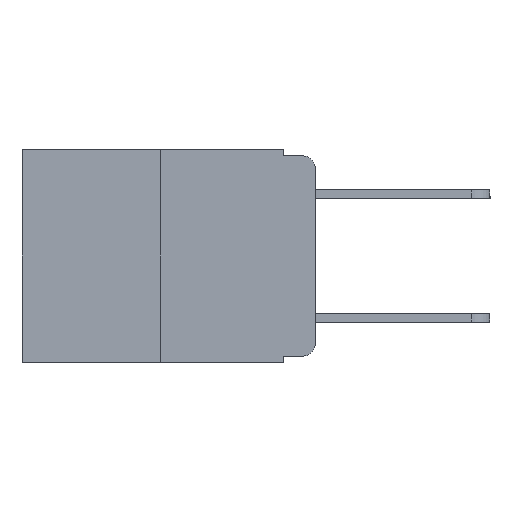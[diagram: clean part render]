
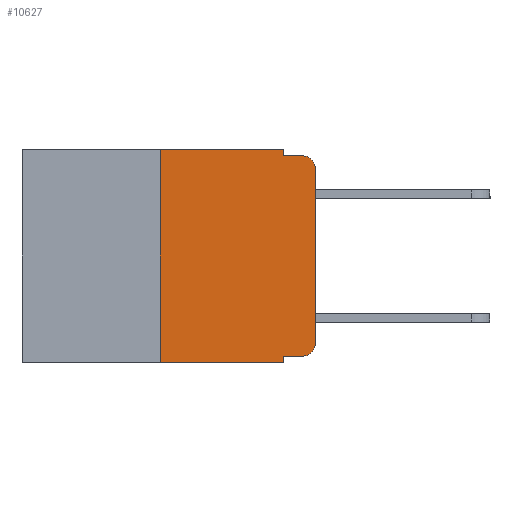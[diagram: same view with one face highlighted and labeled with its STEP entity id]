
A CAD part, left-side view. The second image highlights one B-rep face of the part: STEP entity #10627.
In plain terms, the highlighted planar face has unit normal (-1, 0, 0).
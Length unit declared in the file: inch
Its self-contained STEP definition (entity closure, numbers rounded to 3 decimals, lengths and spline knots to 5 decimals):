
#660 = VECTOR ( 'NONE', #12183, 39.37008 ) ;
#723 = AXIS2_PLACEMENT_3D ( 'NONE', #10554, #10125, #10055 ) ;
#760 = VERTEX_POINT ( 'NONE', #7924 ) ;
#990 = ORIENTED_EDGE ( 'NONE', *, *, #3607, .T. ) ;
#1166 = CARTESIAN_POINT ( 'NONE',  ( 0., 0., -0.313 ) ) ;
#1447 = VECTOR ( 'NONE', #11154, 39.37008 ) ;
#1454 = CARTESIAN_POINT ( 'NONE',  ( 0., 0.051, -0.01 ) ) ;
#1645 = CARTESIAN_POINT ( 'NONE',  ( 0., 0.25, 0. ) ) ;
#1673 = AXIS2_PLACEMENT_3D ( 'NONE', #3054, #2948, #2906 ) ;
#1818 = VERTEX_POINT ( 'NONE', #1166 ) ;
#1849 = VERTEX_POINT ( 'NONE', #2414 ) ;
#2156 = EDGE_CURVE ( 'NONE', #2794, #2448, #11540, .T. ) ;
#2273 = DIRECTION ( 'NONE',  ( 0., 0., -1. ) ) ;
#2414 = CARTESIAN_POINT ( 'NONE',  ( 0., 0., -0.03 ) ) ;
#2448 = VERTEX_POINT ( 'NONE', #10376 ) ;
#2771 = CARTESIAN_POINT ( 'NONE',  ( 0., 0.25, -0.343 ) ) ;
#2794 = VERTEX_POINT ( 'NONE', #2771 ) ;
#2812 = VECTOR ( 'NONE', #10727, 39.37008 ) ;
#2906 = DIRECTION ( 'NONE',  ( 0., 0., -1. ) ) ;
#2948 = DIRECTION ( 'NONE',  ( -1., 0., 0. ) ) ;
#3054 = CARTESIAN_POINT ( 'NONE',  ( 0., 0.02, -0.313 ) ) ;
#3345 = VERTEX_POINT ( 'NONE', #7672 ) ;
#3428 = DIRECTION ( 'NONE',  ( 0., 0., 1. ) ) ;
#3453 = ORIENTED_EDGE ( 'NONE', *, *, #4165, .T. ) ;
#3578 = DIRECTION ( 'NONE',  ( 0., 0., 1. ) ) ;
#3607 = EDGE_CURVE ( 'NONE', #4307, #1818, #12519, .T. ) ;
#3680 = ORIENTED_EDGE ( 'NONE', *, *, #4373, .T. ) ;
#4041 = EDGE_CURVE ( 'NONE', #3345, #10832, #7405, .T. ) ;
#4165 = EDGE_CURVE ( 'NONE', #1818, #1849, #5622, .T. ) ;
#4283 = EDGE_CURVE ( 'NONE', #11239, #8666, #11077, .T. ) ;
#4307 = VERTEX_POINT ( 'NONE', #11086 ) ;
#4353 = EDGE_CURVE ( 'NONE', #10832, #760, #8251, .T. ) ;
#4373 = EDGE_CURVE ( 'NONE', #1849, #760, #5770, .T. ) ;
#4395 = EDGE_CURVE ( 'NONE', #2794, #8666, #12500, .T. ) ;
#4472 = CARTESIAN_POINT ( 'NONE',  ( 0., 0.051, -0.01 ) ) ;
#4758 = ORIENTED_EDGE ( 'NONE', *, *, #4353, .F. ) ;
#4783 = VECTOR ( 'NONE', #12571, 39.37008 ) ;
#5135 = EDGE_CURVE ( 'NONE', #2448, #3345, #6541, .T. ) ;
#5260 = EDGE_CURVE ( 'NONE', #11239, #4307, #11591, .T. ) ;
#5409 = EDGE_LOOP ( 'NONE', ( #3453, #3680, #4758, #6518, #7496, #7793, #8809, #8870, #10787, #990 ) ) ;
#5622 = LINE ( 'NONE', #8106, #12381 ) ;
#5770 = CIRCLE ( 'NONE', #723, 0.02 ) ;
#6518 = ORIENTED_EDGE ( 'NONE', *, *, #4041, .F. ) ;
#6541 = LINE ( 'NONE', #9791, #4783 ) ;
#6647 = PLANE ( 'NONE',  #10010 ) ;
#6810 = CARTESIAN_POINT ( 'NONE',  ( 0., 0.051, -0.343 ) ) ;
#7405 = LINE ( 'NONE', #11413, #9776 ) ;
#7491 = CARTESIAN_POINT ( 'NONE',  ( 0., 0.051, -0.333 ) ) ;
#7496 = ORIENTED_EDGE ( 'NONE', *, *, #5135, .F. ) ;
#7545 = CARTESIAN_POINT ( 'NONE',  ( 0., 0.473, 0. ) ) ;
#7672 = CARTESIAN_POINT ( 'NONE',  ( 0., 0.051, 0. ) ) ;
#7793 = ORIENTED_EDGE ( 'NONE', *, *, #2156, .F. ) ;
#7919 = FACE_OUTER_BOUND ( 'NONE', #5409, .T. ) ;
#7924 = CARTESIAN_POINT ( 'NONE',  ( 0., 0.02, -0.01 ) ) ;
#8106 = CARTESIAN_POINT ( 'NONE',  ( 0., 0., 0. ) ) ;
#8251 = LINE ( 'NONE', #4472, #2812 ) ;
#8459 = DIRECTION ( 'NONE',  ( 1., 0., 0. ) ) ;
#8666 = VERTEX_POINT ( 'NONE', #6810 ) ;
#8809 = ORIENTED_EDGE ( 'NONE', *, *, #4395, .T. ) ;
#8870 = ORIENTED_EDGE ( 'NONE', *, *, #4283, .F. ) ;
#9776 = VECTOR ( 'NONE', #11983, 39.37008 ) ;
#9791 = CARTESIAN_POINT ( 'NONE',  ( 0., 0.473, 0. ) ) ;
#10010 = AXIS2_PLACEMENT_3D ( 'NONE', #7545, #8459, #2273 ) ;
#10055 = DIRECTION ( 'NONE',  ( 0., 0., -1. ) ) ;
#10125 = DIRECTION ( 'NONE',  ( -1., 0., 0. ) ) ;
#10238 = DIRECTION ( 'NONE',  ( 0., -1., 0. ) ) ;
#10376 = CARTESIAN_POINT ( 'NONE',  ( 0., 0.25, 0. ) ) ;
#10554 = CARTESIAN_POINT ( 'NONE',  ( 0., 0.02, -0.03 ) ) ;
#10627 = ADVANCED_FACE ( 'NONE', ( #7919 ), #6647, .F. ) ;
#10727 = DIRECTION ( 'NONE',  ( 0., -1., 0. ) ) ;
#10787 = ORIENTED_EDGE ( 'NONE', *, *, #5260, .T. ) ;
#10832 = VERTEX_POINT ( 'NONE', #1454 ) ;
#11077 = LINE ( 'NONE', #12036, #660 ) ;
#11086 = CARTESIAN_POINT ( 'NONE',  ( 0., 0.02, -0.333 ) ) ;
#11154 = DIRECTION ( 'NONE',  ( 0., -1., 0. ) ) ;
#11239 = VERTEX_POINT ( 'NONE', #7491 ) ;
#11254 = CARTESIAN_POINT ( 'NONE',  ( 0., 0.473, -0.343 ) ) ;
#11281 = VECTOR ( 'NONE', #3578, 39.37008 ) ;
#11413 = CARTESIAN_POINT ( 'NONE',  ( 0., 0.051, 0. ) ) ;
#11540 = LINE ( 'NONE', #1645, #11281 ) ;
#11591 = LINE ( 'NONE', #11670, #1447 ) ;
#11670 = CARTESIAN_POINT ( 'NONE',  ( 0., 0.051, -0.333 ) ) ;
#11983 = DIRECTION ( 'NONE',  ( 0., 0., -1. ) ) ;
#12036 = CARTESIAN_POINT ( 'NONE',  ( 0., 0.051, 0. ) ) ;
#12183 = DIRECTION ( 'NONE',  ( 0., 0., -1. ) ) ;
#12249 = VECTOR ( 'NONE', #10238, 39.37008 ) ;
#12381 = VECTOR ( 'NONE', #3428, 39.37008 ) ;
#12500 = LINE ( 'NONE', #11254, #12249 ) ;
#12519 = CIRCLE ( 'NONE', #1673, 0.02 ) ;
#12571 = DIRECTION ( 'NONE',  ( 0., -1., 0. ) ) ;
